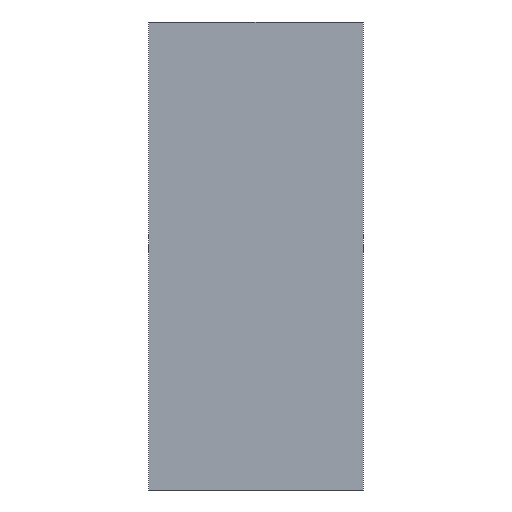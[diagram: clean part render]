
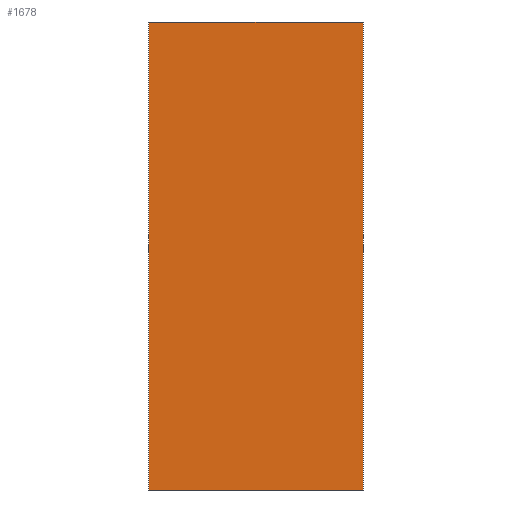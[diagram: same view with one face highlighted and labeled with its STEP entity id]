
A CAD part, front view. The second image highlights one B-rep face of the part: STEP entity #1678.
In plain terms, the highlighted planar face has unit normal (0, -1, 0).
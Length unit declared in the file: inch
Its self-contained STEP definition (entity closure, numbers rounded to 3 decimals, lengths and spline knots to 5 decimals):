
#136 = VERTEX_POINT ( 'NONE', #1134 ) ;
#321 = EDGE_CURVE ( 'NONE', #4221, #136, #4300, .T. ) ;
#344 = DIRECTION ( 'NONE',  ( 1., 0., 0. ) ) ;
#374 = CARTESIAN_POINT ( 'NONE',  ( 0., 0., 0. ) ) ;
#394 = CARTESIAN_POINT ( 'NONE',  ( 0., 0., 12. ) ) ;
#627 = CARTESIAN_POINT ( 'NONE',  ( 0., 0., 0. ) ) ;
#888 = ORIENTED_EDGE ( 'NONE', *, *, #3804, .F. ) ;
#956 = LINE ( 'NONE', #4201, #2639 ) ;
#1004 = DIRECTION ( 'NONE',  ( 0., 0., -1. ) ) ;
#1048 = ORIENTED_EDGE ( 'NONE', *, *, #3623, .T. ) ;
#1060 = LINE ( 'NONE', #1395, #3040 ) ;
#1134 = CARTESIAN_POINT ( 'NONE',  ( 5.5, 0., 12. ) ) ;
#1395 = CARTESIAN_POINT ( 'NONE',  ( 0., 0., 12. ) ) ;
#1678 = ADVANCED_FACE ( 'NONE', ( #1854 ), #3791, .F. ) ;
#1854 = FACE_OUTER_BOUND ( 'NONE', #4343, .T. ) ;
#1964 = AXIS2_PLACEMENT_3D ( 'NONE', #2710, #3087, #2313 ) ;
#2065 = DIRECTION ( 'NONE',  ( 1., 0., 0. ) ) ;
#2087 = LINE ( 'NONE', #627, #4521 ) ;
#2313 = DIRECTION ( 'NONE',  ( 0., 0., 1. ) ) ;
#2639 = VECTOR ( 'NONE', #1004, 39.37008 ) ;
#2710 = CARTESIAN_POINT ( 'NONE',  ( 0., 0., 12. ) ) ;
#2815 = VERTEX_POINT ( 'NONE', #3987 ) ;
#3017 = ORIENTED_EDGE ( 'NONE', *, *, #321, .F. ) ;
#3040 = VECTOR ( 'NONE', #4261, 39.37008 ) ;
#3087 = DIRECTION ( 'NONE',  ( 0., 1., 0. ) ) ;
#3463 = CARTESIAN_POINT ( 'NONE',  ( 0., 0., 12. ) ) ;
#3623 = EDGE_CURVE ( 'NONE', #4221, #4598, #1060, .T. ) ;
#3791 = PLANE ( 'NONE',  #1964 ) ;
#3795 = ORIENTED_EDGE ( 'NONE', *, *, #3878, .T. ) ;
#3804 = EDGE_CURVE ( 'NONE', #136, #2815, #956, .T. ) ;
#3878 = EDGE_CURVE ( 'NONE', #4598, #2815, #2087, .T. ) ;
#3987 = CARTESIAN_POINT ( 'NONE',  ( 5.5, 0., 0. ) ) ;
#4005 = VECTOR ( 'NONE', #344, 39.37008 ) ;
#4201 = CARTESIAN_POINT ( 'NONE',  ( 5.5, 0., 12. ) ) ;
#4221 = VERTEX_POINT ( 'NONE', #3463 ) ;
#4261 = DIRECTION ( 'NONE',  ( 0., 0., -1. ) ) ;
#4300 = LINE ( 'NONE', #394, #4005 ) ;
#4343 = EDGE_LOOP ( 'NONE', ( #3795, #888, #3017, #1048 ) ) ;
#4521 = VECTOR ( 'NONE', #2065, 39.37008 ) ;
#4598 = VERTEX_POINT ( 'NONE', #374 ) ;
